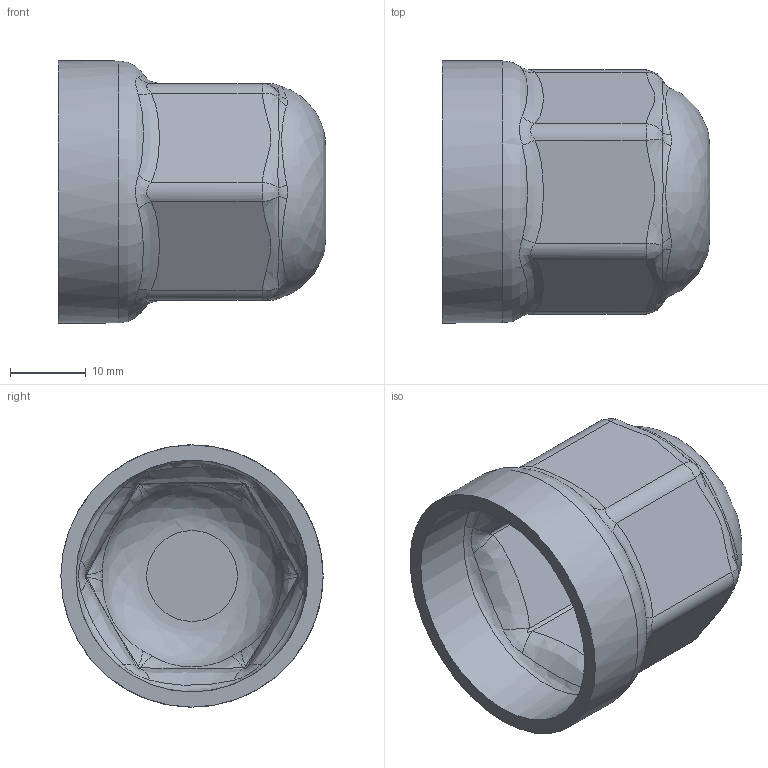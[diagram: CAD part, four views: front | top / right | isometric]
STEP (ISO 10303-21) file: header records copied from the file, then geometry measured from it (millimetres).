
FILE_DESCRIPTION(/* description */ (''),/* implementation_level */ '2;1');
FILE_NAME(/* name */ 'Sicherungsmuffe - DIN7990 M16 - P - WB-Steelplus GmbH-.stp',/* time_stamp */ '2022-11-08T10:44:23+01:00',/* author */ ('m.stukenborg'),/* organization */ (''),/* preprocessor_version */ 'ST-DEVELOPER v16.5',/* originating_system */ 'Autodesk Inventor 2017',/* authorisation */ '');
FILE_SCHEMA (('AUTOMOTIVE_DESIGN { 1 0 10303 214 3 1 1 }'));
Length unit declared in the file: millimetre
Products named in the file (1): Muffe_DIN7990_M16
Bounding box: 35.3 x 34.6 x 34.6 mm (x, y, z)
Volume: 7111 mm3; surface area: 7353.2 mm2
Topology: 1 solids, 1 shells, 155 faces, 369 edges, 222 vertices
Faces by surface type: bspline 103, plane 36, cylinder 14, torus 2
Full cylindrical faces by diameter (mm): 30.6 x1, 34.6 x1
Entity records: 7586 total; most frequent: CARTESIAN_POINT 4571, ORIENTED_EDGE 726, DIRECTION 415, EDGE_CURVE 363, VERTEX_POINT 220, EDGE_LOOP 165, AXIS2_PLACEMENT_3D 157, B_SPLINE_CURVE_WITH_KNOTS 156
